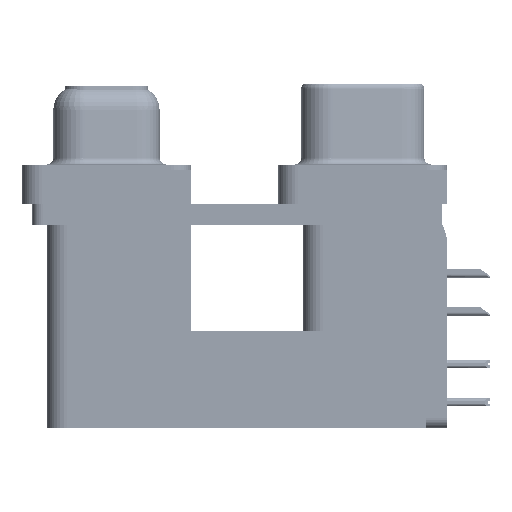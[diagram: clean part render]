
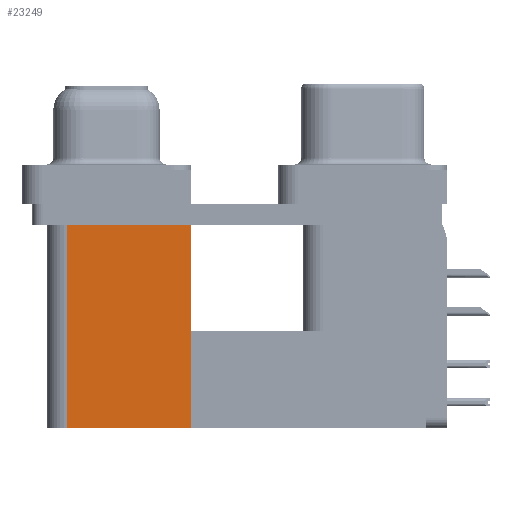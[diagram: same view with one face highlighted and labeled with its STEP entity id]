
A CAD part, left-side view. The second image highlights one B-rep face of the part: STEP entity #23249.
In plain terms, the highlighted planar face has unit normal (-1, 0, 0).
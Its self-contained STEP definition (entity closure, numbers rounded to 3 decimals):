
#4810 = EDGE_CURVE ( 'NONE', #34215, #16412, #6951, .T. ) ;
#5965 = CARTESIAN_POINT ( 'NONE',  ( 3.7, 12.775, -19.2 ) ) ;
#6156 = LINE ( 'NONE', #14487, #43823 ) ;
#6239 = DIRECTION ( 'NONE',  ( 0., 1., 0. ) ) ;
#6951 = LINE ( 'NONE', #40803, #23317 ) ;
#8644 = EDGE_CURVE ( 'NONE', #34215, #42207, #27593, .T. ) ;
#11381 = DIRECTION ( 'NONE',  ( 0., 0., 1. ) ) ;
#13137 = ORIENTED_EDGE ( 'NONE', *, *, #8644, .F. ) ;
#14487 = CARTESIAN_POINT ( 'NONE',  ( 3.7, 21.975, -19.2 ) ) ;
#15102 = LINE ( 'NONE', #53379, #21767 ) ;
#16412 = VERTEX_POINT ( 'NONE', #42789 ) ;
#18363 = DIRECTION ( 'NONE',  ( 0., 0., 1. ) ) ;
#20024 = EDGE_CURVE ( 'NONE', #42207, #20668, #6156, .T. ) ;
#20668 = VERTEX_POINT ( 'NONE', #45465 ) ;
#21005 = FACE_OUTER_BOUND ( 'NONE', #45824, .T. ) ;
#21767 = VECTOR ( 'NONE', #40618, 1000. ) ;
#23249 = ADVANCED_FACE ( 'NONE', ( #21005 ), #42938, .F. ) ;
#23317 = VECTOR ( 'NONE', #11381, 1000. ) ;
#24099 = CARTESIAN_POINT ( 'NONE',  ( 3.7, 21.975, -19.2 ) ) ;
#27593 = LINE ( 'NONE', #5965, #38029 ) ;
#29969 = CARTESIAN_POINT ( 'NONE',  ( 3.7, 12.775, -19.2 ) ) ;
#30010 = ORIENTED_EDGE ( 'NONE', *, *, #4810, .T. ) ;
#30055 = DIRECTION ( 'NONE',  ( 0., 0., -1. ) ) ;
#34215 = VERTEX_POINT ( 'NONE', #29969 ) ;
#38029 = VECTOR ( 'NONE', #6239, 1000. ) ;
#40618 = DIRECTION ( 'NONE',  ( 0., 1., 0. ) ) ;
#40803 = CARTESIAN_POINT ( 'NONE',  ( 3.7, 12.775, -19.2 ) ) ;
#41905 = ORIENTED_EDGE ( 'NONE', *, *, #20024, .F. ) ;
#42207 = VERTEX_POINT ( 'NONE', #24099 ) ;
#42789 = CARTESIAN_POINT ( 'NONE',  ( 3.7, 12.775, -2.5 ) ) ;
#42938 = PLANE ( 'NONE',  #45848 ) ;
#43785 = EDGE_CURVE ( 'NONE', #16412, #20668, #15102, .T. ) ;
#43823 = VECTOR ( 'NONE', #18363, 1000. ) ;
#45465 = CARTESIAN_POINT ( 'NONE',  ( 3.7, 21.975, -2.5 ) ) ;
#45824 = EDGE_LOOP ( 'NONE', ( #45855, #41905, #13137, #30010 ) ) ;
#45848 = AXIS2_PLACEMENT_3D ( 'NONE', #50443, #46556, #30055 ) ;
#45855 = ORIENTED_EDGE ( 'NONE', *, *, #43785, .T. ) ;
#46556 = DIRECTION ( 'NONE',  ( 1., 0., 0. ) ) ;
#50443 = CARTESIAN_POINT ( 'NONE',  ( 3.7, 12.775, -19.2 ) ) ;
#53379 = CARTESIAN_POINT ( 'NONE',  ( 3.7, 12.775, -2.5 ) ) ;
